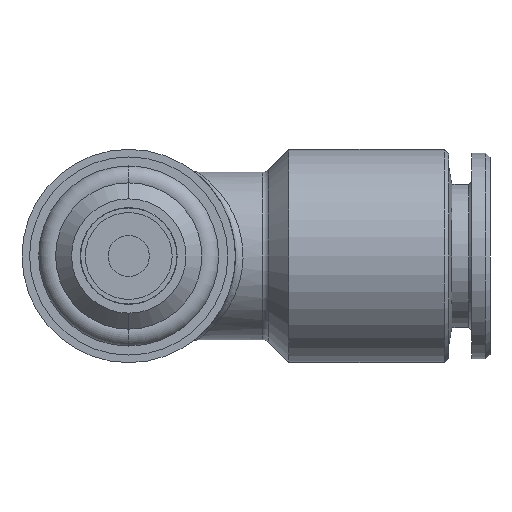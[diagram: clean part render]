
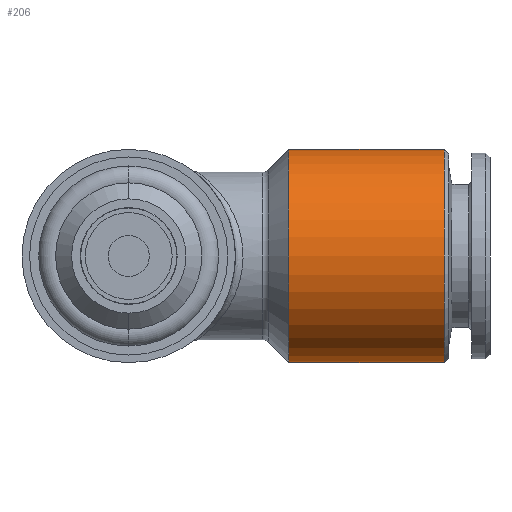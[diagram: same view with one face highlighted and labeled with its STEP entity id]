
A CAD part, front view. The second image highlights one B-rep face of the part: STEP entity #206.
In plain terms, the highlighted cylindrical face has radius 7 mm (diameter 14 mm), a partial arc.
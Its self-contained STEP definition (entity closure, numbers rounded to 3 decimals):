
#206 = ADVANCED_FACE ( 'NONE', ( #1724 ), #1723, .T. ) ;
#207 = ORIENTED_EDGE ( 'NONE', *, *, #894, .F. ) ;
#208 = ORIENTED_EDGE ( 'NONE', *, *, #209, .T. ) ;
#209 = EDGE_CURVE ( 'NONE', #925, #882, #1767, .T. ) ;
#210 = ORIENTED_EDGE ( 'NONE', *, *, #875, .T. ) ;
#211 = ORIENTED_EDGE ( 'NONE', *, *, #304, .T. ) ;
#304 = EDGE_CURVE ( 'NONE', #851, #855, #2333, .T. ) ;
#309 = EDGE_LOOP ( 'NONE', ( #207, #208, #210, #211 ) ) ;
#851 = VERTEX_POINT ( 'NONE', #3088 ) ;
#855 = VERTEX_POINT ( 'NONE', #2946 ) ;
#875 = EDGE_CURVE ( 'NONE', #882, #851, #3055, .T. ) ;
#882 = VERTEX_POINT ( 'NONE', #3141 ) ;
#894 = EDGE_CURVE ( 'NONE', #925, #855, #3185, .T. ) ;
#925 = VERTEX_POINT ( 'NONE', #3138 ) ;
#1669 = CARTESIAN_POINT ( 'NONE',  ( 0., 15.4, 0. ) ) ;
#1670 = AXIS2_PLACEMENT_3D ( 'NONE', #1669, #1769, #1768 ) ;
#1723 = CYLINDRICAL_SURFACE ( 'NONE', #1670, 7. ) ;
#1724 = FACE_OUTER_BOUND ( 'NONE', #309, .T. ) ;
#1767 = CIRCLE ( 'NONE', #1774, 7. ) ;
#1768 = DIRECTION ( 'NONE',  ( 0., 0., 1. ) ) ;
#1769 = DIRECTION ( 'NONE',  ( -1., 0., 0. ) ) ;
#1771 = DIRECTION ( 'NONE',  ( 0., 0., 1. ) ) ;
#1772 = DIRECTION ( 'NONE',  ( -1., 0., 0. ) ) ;
#1773 = CARTESIAN_POINT ( 'NONE',  ( 20.7, 15.4, 0. ) ) ;
#1774 = AXIS2_PLACEMENT_3D ( 'NONE', #1773, #1772, #1771 ) ;
#2330 = DIRECTION ( 'NONE',  ( 0., 0., -1. ) ) ;
#2331 = DIRECTION ( 'NONE',  ( 1., 0., 0. ) ) ;
#2332 = AXIS2_PLACEMENT_3D ( 'NONE', #2340, #2331, #2330 ) ;
#2333 = CIRCLE ( 'NONE', #2332, 7. ) ;
#2340 = CARTESIAN_POINT ( 'NONE',  ( 10.5, 15.4, 0. ) ) ;
#2946 = CARTESIAN_POINT ( 'NONE',  ( 10.5, 15.4, -7. ) ) ;
#3052 = DIRECTION ( 'NONE',  ( -1., 0., 0. ) ) ;
#3053 = VECTOR ( 'NONE', #3052, 1000. ) ;
#3054 = CARTESIAN_POINT ( 'NONE',  ( 0., 15.4, 7. ) ) ;
#3055 = LINE ( 'NONE', #3054, #3053 ) ;
#3088 = CARTESIAN_POINT ( 'NONE',  ( 10.5, 15.4, 7. ) ) ;
#3112 = DIRECTION ( 'NONE',  ( -1., 0., 0. ) ) ;
#3113 = VECTOR ( 'NONE', #3112, 1000. ) ;
#3138 = CARTESIAN_POINT ( 'NONE',  ( 20.7, 15.4, -7. ) ) ;
#3141 = CARTESIAN_POINT ( 'NONE',  ( 20.7, 15.4, 7. ) ) ;
#3162 = CARTESIAN_POINT ( 'NONE',  ( 0., 15.4, -7. ) ) ;
#3185 = LINE ( 'NONE', #3162, #3113 ) ;
